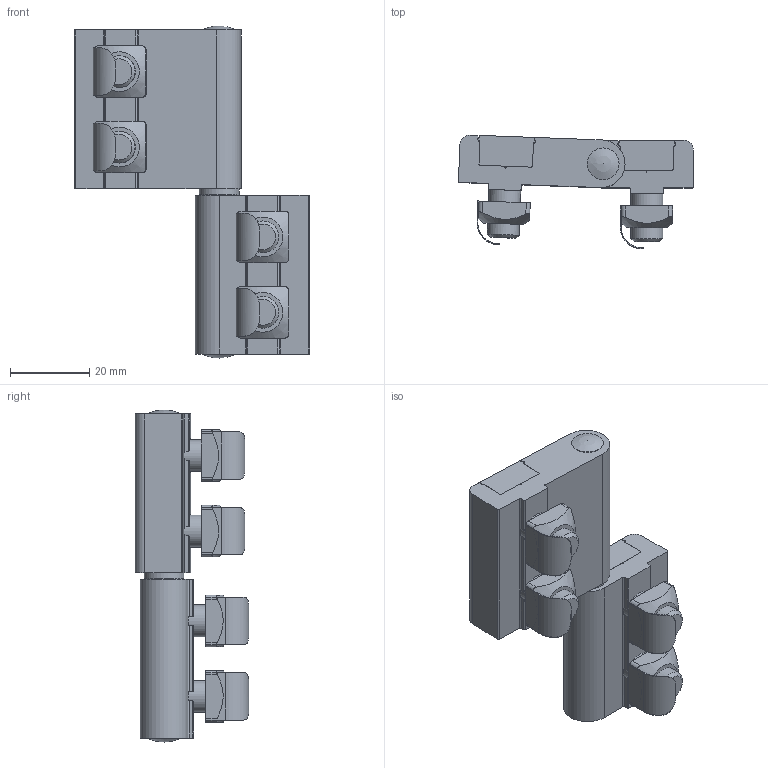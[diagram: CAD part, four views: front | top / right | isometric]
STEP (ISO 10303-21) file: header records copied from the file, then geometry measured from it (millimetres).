
FILE_DESCRIPTION(/* description */ ('Aushängescharnier 32'),/* implementation_level */ '2;1');
FILE_NAME(/* name */ 'ZEI_CAD_211095-7-REV00_#SALL_#AIN_#V1.step',/* time_stamp */ '2022-10-10T06:56:49+02:00',/* author */ ('MiniTec'),/* organization */ ('MiniTec GmbH & Co.KG'),/* preprocessor_version */ 'ST-DEVELOPER v18.1',/* originating_system */ 'Autodesk Inventor 2021',/* authorisation */ '');
FILE_SCHEMA (('CONFIG_CONTROL_DESIGN'));
Length unit declared in the file: millimetre
Products named in the file (9): leer; 21-1097-3FZ.002; 21-1097-2FZ.002; 21-1922-2FZ.003; leer_1; leer_2; leer_3; 21-1351-2FZ.005; 22-1050-0FZ.002
Assembly tree (18 placements, depth 2):
  leer
    21-1097-3FZ.002
    21-1097-2FZ.002
    21-1922-2FZ.003
    leer_1
    leer_2  x2
    leer_3  x4
    21-1351-2FZ.005  x4
    22-1050-0FZ.002  x4
Bounding box: 59.19 x 28.54 x 83.6 mm (x, y, z)
Volume: 34070.6 mm3; surface area: 24842.2 mm2
Topology: 18 solids, 18 shells, 609 faces, 1657 edges, 1082 vertices
Faces by surface type: plane 394, cylinder 190, cone 14, torus 9, sphere 2
Full cylindrical faces by diameter (mm): 4 x2, 5.8 x1, 6 x6, 8 x10, 8.5 x4, 10 x1, 13 x4
Entity records: 12126 total; most frequent: CARTESIAN_POINT 2505, DIRECTION 1994, ORIENTED_EDGE 1936, EDGE_CURVE 968, AXIS2_PLACEMENT_3D 695, VERTEX_POINT 621, LINE 604, VECTOR 604
